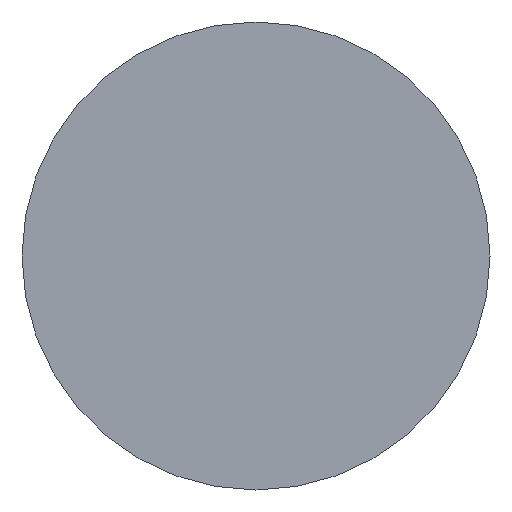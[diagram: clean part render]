
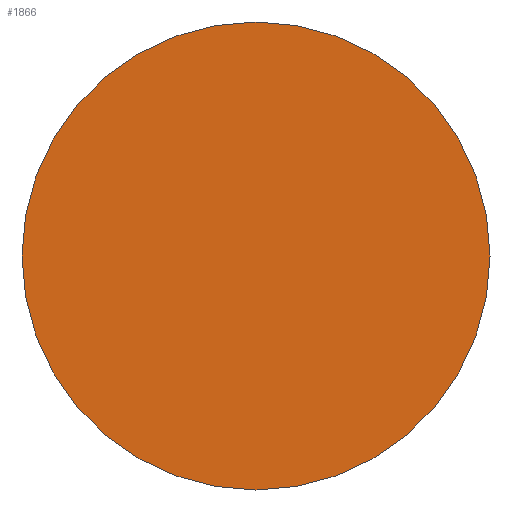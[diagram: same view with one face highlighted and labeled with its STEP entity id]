
A CAD part, front view. The second image highlights one B-rep face of the part: STEP entity #1866.
In plain terms, the highlighted planar face has unit normal (0, -1, 0).
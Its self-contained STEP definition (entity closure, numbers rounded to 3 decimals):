
#149=PLANE('',#2111);
#256=FACE_OUTER_BOUND('',#372,.T.);
#372=EDGE_LOOP('',(#1645,#1646));
#673=CIRCLE('',#2109,12.5);
#674=CIRCLE('',#2110,12.5);
#856=VERTEX_POINT('',#3290);
#857=VERTEX_POINT('',#3291);
#1118=EDGE_CURVE('',#856,#857,#673,.T.);
#1119=EDGE_CURVE('',#857,#856,#674,.T.);
#1645=ORIENTED_EDGE('',*,*,#1118,.T.);
#1646=ORIENTED_EDGE('',*,*,#1119,.T.);
#1866=ADVANCED_FACE('',(#256),#149,.T.);
#2109=AXIS2_PLACEMENT_3D('',#3292,#2645,#2646);
#2110=AXIS2_PLACEMENT_3D('',#3293,#2647,#2648);
#2111=AXIS2_PLACEMENT_3D('',#3295,#2650,#2651);
#2645=DIRECTION('center_axis',(0.,-1.,0.));
#2646=DIRECTION('ref_axis',(1.,0.,0.));
#2647=DIRECTION('center_axis',(0.,-1.,0.));
#2648=DIRECTION('ref_axis',(1.,0.,0.));
#2650=DIRECTION('center_axis',(0.,-1.,0.));
#2651=DIRECTION('ref_axis',(0.,0.,-1.));
#3290=CARTESIAN_POINT('',(12.5,0.,0.));
#3291=CARTESIAN_POINT('',(-12.5,0.,0.));
#3292=CARTESIAN_POINT('Origin',(0.,0.,0.));
#3293=CARTESIAN_POINT('Origin',(0.,0.,0.));
#3295=CARTESIAN_POINT('Origin',(0.,0.,0.));
